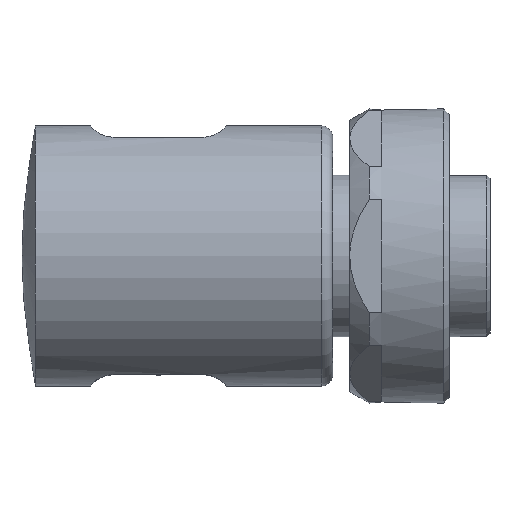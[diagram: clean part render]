
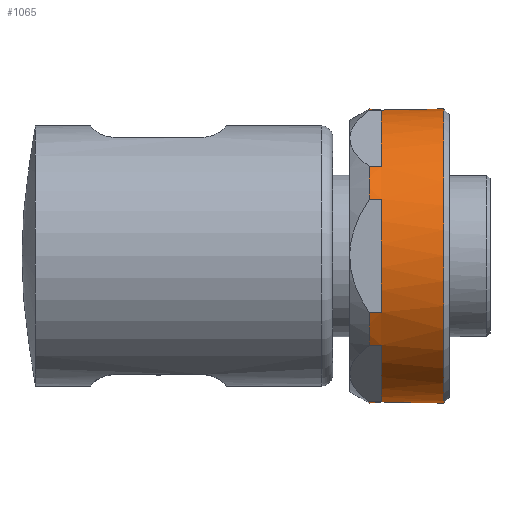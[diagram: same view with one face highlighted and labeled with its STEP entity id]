
A CAD part, top view. The second image highlights one B-rep face of the part: STEP entity #1065.
In plain terms, the highlighted cylindrical face has radius 13 mm (diameter 26 mm), a full revolution.
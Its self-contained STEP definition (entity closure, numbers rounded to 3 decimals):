
#90=LINE('',#1874,#130);
#91=LINE('',#1876,#131);
#92=LINE('',#1880,#132);
#93=LINE('',#1881,#133);
#94=LINE('',#1885,#134);
#95=LINE('',#1886,#135);
#96=LINE('',#1890,#136);
#97=LINE('',#1891,#137);
#98=LINE('',#1895,#138);
#99=LINE('',#1896,#139);
#100=LINE('',#1900,#140);
#101=LINE('',#1901,#141);
#130=VECTOR('',#1365,1000.);
#131=VECTOR('',#1366,1000.);
#132=VECTOR('',#1369,1000.);
#133=VECTOR('',#1370,1000.);
#134=VECTOR('',#1373,1000.);
#135=VECTOR('',#1374,1000.);
#136=VECTOR('',#1377,1000.);
#137=VECTOR('',#1378,1000.);
#138=VECTOR('',#1381,1000.);
#139=VECTOR('',#1382,1000.);
#140=VECTOR('',#1385,1000.);
#141=VECTOR('',#1386,1000.);
#222=ORIENTED_EDGE('',*,*,#486,.F.);
#223=ORIENTED_EDGE('',*,*,#487,.F.);
#224=ORIENTED_EDGE('',*,*,#477,.T.);
#225=ORIENTED_EDGE('',*,*,#488,.F.);
#226=ORIENTED_EDGE('',*,*,#489,.T.);
#227=ORIENTED_EDGE('',*,*,#490,.F.);
#228=ORIENTED_EDGE('',*,*,#463,.T.);
#229=ORIENTED_EDGE('',*,*,#491,.F.);
#230=ORIENTED_EDGE('',*,*,#492,.T.);
#231=ORIENTED_EDGE('',*,*,#493,.F.);
#232=ORIENTED_EDGE('',*,*,#469,.T.);
#233=ORIENTED_EDGE('',*,*,#494,.F.);
#234=ORIENTED_EDGE('',*,*,#495,.T.);
#235=ORIENTED_EDGE('',*,*,#496,.F.);
#236=ORIENTED_EDGE('',*,*,#483,.T.);
#237=ORIENTED_EDGE('',*,*,#497,.F.);
#238=ORIENTED_EDGE('',*,*,#498,.T.);
#239=ORIENTED_EDGE('',*,*,#499,.F.);
#240=ORIENTED_EDGE('',*,*,#479,.T.);
#241=ORIENTED_EDGE('',*,*,#500,.F.);
#242=ORIENTED_EDGE('',*,*,#501,.T.);
#243=ORIENTED_EDGE('',*,*,#502,.F.);
#244=ORIENTED_EDGE('',*,*,#471,.T.);
#245=ORIENTED_EDGE('',*,*,#503,.F.);
#246=ORIENTED_EDGE('',*,*,#504,.T.);
#463=EDGE_CURVE('',#594,#592,#688,.T.);
#469=EDGE_CURVE('',#596,#598,#691,.T.);
#471=EDGE_CURVE('',#601,#599,#692,.T.);
#477=EDGE_CURVE('',#603,#604,#695,.T.);
#479=EDGE_CURVE('',#606,#605,#696,.T.);
#483=EDGE_CURVE('',#609,#608,#698,.T.);
#486=EDGE_CURVE('',#610,#610,#700,.T.);
#487=EDGE_CURVE('',#603,#611,#90,.T.);
#488=EDGE_CURVE('',#612,#604,#91,.F.);
#489=EDGE_CURVE('',#612,#613,#701,.T.);
#490=EDGE_CURVE('',#594,#613,#92,.T.);
#491=EDGE_CURVE('',#614,#592,#93,.F.);
#492=EDGE_CURVE('',#614,#615,#702,.T.);
#493=EDGE_CURVE('',#596,#615,#94,.T.);
#494=EDGE_CURVE('',#616,#598,#95,.F.);
#495=EDGE_CURVE('',#616,#617,#703,.T.);
#496=EDGE_CURVE('',#609,#617,#96,.T.);
#497=EDGE_CURVE('',#618,#608,#97,.F.);
#498=EDGE_CURVE('',#618,#619,#704,.T.);
#499=EDGE_CURVE('',#606,#619,#98,.T.);
#500=EDGE_CURVE('',#620,#605,#99,.F.);
#501=EDGE_CURVE('',#620,#621,#705,.T.);
#502=EDGE_CURVE('',#601,#621,#100,.T.);
#503=EDGE_CURVE('',#622,#599,#101,.F.);
#504=EDGE_CURVE('',#622,#611,#706,.T.);
#592=VERTEX_POINT('',#1781);
#594=VERTEX_POINT('',#1784);
#596=VERTEX_POINT('',#1798);
#598=VERTEX_POINT('',#1806);
#599=VERTEX_POINT('',#1814);
#601=VERTEX_POINT('',#1817);
#603=VERTEX_POINT('',#1831);
#604=VERTEX_POINT('',#1838);
#605=VERTEX_POINT('',#1846);
#606=VERTEX_POINT('',#1848);
#608=VERTEX_POINT('',#1862);
#609=VERTEX_POINT('',#1864);
#610=VERTEX_POINT('',#1873);
#611=VERTEX_POINT('',#1875);
#612=VERTEX_POINT('',#1877);
#613=VERTEX_POINT('',#1879);
#614=VERTEX_POINT('',#1882);
#615=VERTEX_POINT('',#1884);
#616=VERTEX_POINT('',#1887);
#617=VERTEX_POINT('',#1889);
#618=VERTEX_POINT('',#1892);
#619=VERTEX_POINT('',#1894);
#620=VERTEX_POINT('',#1897);
#621=VERTEX_POINT('',#1899);
#622=VERTEX_POINT('',#1902);
#688=CIRCLE('',#1159,13.);
#691=CIRCLE('',#1163,13.);
#692=CIRCLE('',#1165,13.);
#695=CIRCLE('',#1169,13.);
#696=CIRCLE('',#1171,13.);
#698=CIRCLE('',#1174,13.);
#700=CIRCLE('',#1177,13.);
#701=CIRCLE('',#1178,13.);
#702=CIRCLE('',#1179,13.);
#703=CIRCLE('',#1180,13.);
#704=CIRCLE('',#1181,13.);
#705=CIRCLE('',#1182,13.);
#706=CIRCLE('',#1183,13.);
#767=EDGE_LOOP('',(#222));
#768=EDGE_LOOP('',(#223,#224,#225,#226,#227,#228,#229,#230,#231,#232,#233,
#234,#235,#236,#237,#238,#239,#240,#241,#242,#243,#244,#245,#246));
#902=FACE_BOUND('',#767,.T.);
#903=FACE_BOUND('',#768,.T.);
#1034=CYLINDRICAL_SURFACE('',#1176,13.);
#1065=ADVANCED_FACE('',(#902,#903),#1034,.T.);
#1159=AXIS2_PLACEMENT_3D('',#1783,#1327,#1328);
#1163=AXIS2_PLACEMENT_3D('',#1807,#1335,#1336);
#1165=AXIS2_PLACEMENT_3D('',#1816,#1339,#1340);
#1169=AXIS2_PLACEMENT_3D('',#1839,#1347,#1348);
#1171=AXIS2_PLACEMENT_3D('',#1847,#1351,#1352);
#1174=AXIS2_PLACEMENT_3D('',#1863,#1357,#1358);
#1176=AXIS2_PLACEMENT_3D('',#1871,#1361,#1362);
#1177=AXIS2_PLACEMENT_3D('',#1872,#1363,#1364);
#1178=AXIS2_PLACEMENT_3D('',#1878,#1367,#1368);
#1179=AXIS2_PLACEMENT_3D('',#1883,#1371,#1372);
#1180=AXIS2_PLACEMENT_3D('',#1888,#1375,#1376);
#1181=AXIS2_PLACEMENT_3D('',#1893,#1379,#1380);
#1182=AXIS2_PLACEMENT_3D('',#1898,#1383,#1384);
#1183=AXIS2_PLACEMENT_3D('',#1903,#1387,#1388);
#1327=DIRECTION('',(1.,0.,0.));
#1328=DIRECTION('',(0.,0.,-1.));
#1335=DIRECTION('',(1.,0.,0.));
#1336=DIRECTION('',(0.,0.,-1.));
#1339=DIRECTION('',(1.,0.,0.));
#1340=DIRECTION('',(0.,0.,-1.));
#1347=DIRECTION('',(1.,0.,0.));
#1348=DIRECTION('',(0.,0.,-1.));
#1351=DIRECTION('',(1.,0.,0.));
#1352=DIRECTION('',(0.,0.,-1.));
#1357=DIRECTION('',(1.,0.,0.));
#1358=DIRECTION('',(0.,0.,-1.));
#1361=DIRECTION('',(1.,0.,0.));
#1362=DIRECTION('',(0.,0.,-1.));
#1363=DIRECTION('',(1.,0.,0.));
#1364=DIRECTION('',(0.,0.,-1.));
#1365=DIRECTION('',(1.,0.,0.));
#1366=DIRECTION('',(1.,0.,0.));
#1367=DIRECTION('',(1.,0.,0.));
#1368=DIRECTION('',(0.,0.,-1.));
#1369=DIRECTION('',(1.,0.,0.));
#1370=DIRECTION('',(1.,0.,0.));
#1371=DIRECTION('',(1.,0.,0.));
#1372=DIRECTION('',(0.,0.,-1.));
#1373=DIRECTION('',(1.,0.,0.));
#1374=DIRECTION('',(1.,0.,0.));
#1375=DIRECTION('',(1.,0.,0.));
#1376=DIRECTION('',(0.,0.,-1.));
#1377=DIRECTION('',(1.,0.,0.));
#1378=DIRECTION('',(1.,0.,0.));
#1379=DIRECTION('',(1.,0.,0.));
#1380=DIRECTION('',(0.,0.,-1.));
#1381=DIRECTION('',(1.,0.,0.));
#1382=DIRECTION('',(1.,0.,0.));
#1383=DIRECTION('',(1.,0.,0.));
#1384=DIRECTION('',(0.,0.,-1.));
#1385=DIRECTION('',(1.,0.,0.));
#1386=DIRECTION('',(1.,0.,0.));
#1387=DIRECTION('',(1.,0.,0.));
#1388=DIRECTION('',(0.,0.,-1.));
#1781=CARTESIAN_POINT('',(-4.168,5.,12.));
#1783=CARTESIAN_POINT('',(-4.168,0.,0.));
#1784=CARTESIAN_POINT('',(-4.168,7.892,10.33));
#1798=CARTESIAN_POINT('',(-4.168,-5.,12.));
#1806=CARTESIAN_POINT('',(-4.168,-7.892,10.33));
#1807=CARTESIAN_POINT('',(-4.168,0.,0.));
#1814=CARTESIAN_POINT('',(-4.168,7.892,-10.33));
#1816=CARTESIAN_POINT('',(-4.168,0.,0.));
#1817=CARTESIAN_POINT('',(-4.168,5.,-12.));
#1831=CARTESIAN_POINT('',(-4.168,12.892,-1.67));
#1838=CARTESIAN_POINT('',(-4.168,12.892,1.67));
#1839=CARTESIAN_POINT('',(-4.168,0.,0.));
#1846=CARTESIAN_POINT('',(-4.168,-5.,-12.));
#1847=CARTESIAN_POINT('',(-4.168,0.,0.));
#1848=CARTESIAN_POINT('',(-4.168,-7.892,-10.33));
#1862=CARTESIAN_POINT('',(-4.168,-12.892,-1.67));
#1863=CARTESIAN_POINT('',(-4.168,0.,0.));
#1864=CARTESIAN_POINT('',(-4.168,-12.892,1.67));
#1871=CARTESIAN_POINT('',(2.9,0.,0.));
#1872=CARTESIAN_POINT('',(2.4,0.,0.));
#1873=CARTESIAN_POINT('',(2.4,0.,-13.));
#1874=CARTESIAN_POINT('',(2.9,12.892,-1.67));
#1875=CARTESIAN_POINT('',(-3.1,12.892,-1.67));
#1876=CARTESIAN_POINT('',(2.9,12.892,1.67));
#1877=CARTESIAN_POINT('',(-3.1,12.892,1.67));
#1878=CARTESIAN_POINT('',(-3.1,0.,0.));
#1879=CARTESIAN_POINT('',(-3.1,7.892,10.33));
#1880=CARTESIAN_POINT('',(2.9,7.892,10.33));
#1881=CARTESIAN_POINT('',(2.9,5.,12.));
#1882=CARTESIAN_POINT('',(-3.1,5.,12.));
#1883=CARTESIAN_POINT('',(-3.1,0.,0.));
#1884=CARTESIAN_POINT('',(-3.1,-5.,12.));
#1885=CARTESIAN_POINT('',(2.9,-5.,12.));
#1886=CARTESIAN_POINT('',(2.9,-7.892,10.33));
#1887=CARTESIAN_POINT('',(-3.1,-7.892,10.33));
#1888=CARTESIAN_POINT('',(-3.1,0.,0.));
#1889=CARTESIAN_POINT('',(-3.1,-12.892,1.67));
#1890=CARTESIAN_POINT('',(2.9,-12.892,1.67));
#1891=CARTESIAN_POINT('',(2.9,-12.892,-1.67));
#1892=CARTESIAN_POINT('',(-3.1,-12.892,-1.67));
#1893=CARTESIAN_POINT('',(-3.1,0.,0.));
#1894=CARTESIAN_POINT('',(-3.1,-7.892,-10.33));
#1895=CARTESIAN_POINT('',(2.9,-7.892,-10.33));
#1896=CARTESIAN_POINT('',(2.9,-5.,-12.));
#1897=CARTESIAN_POINT('',(-3.1,-5.,-12.));
#1898=CARTESIAN_POINT('',(-3.1,0.,0.));
#1899=CARTESIAN_POINT('',(-3.1,5.,-12.));
#1900=CARTESIAN_POINT('',(2.9,5.,-12.));
#1901=CARTESIAN_POINT('',(2.9,7.892,-10.33));
#1902=CARTESIAN_POINT('',(-3.1,7.892,-10.33));
#1903=CARTESIAN_POINT('',(-3.1,0.,0.));
